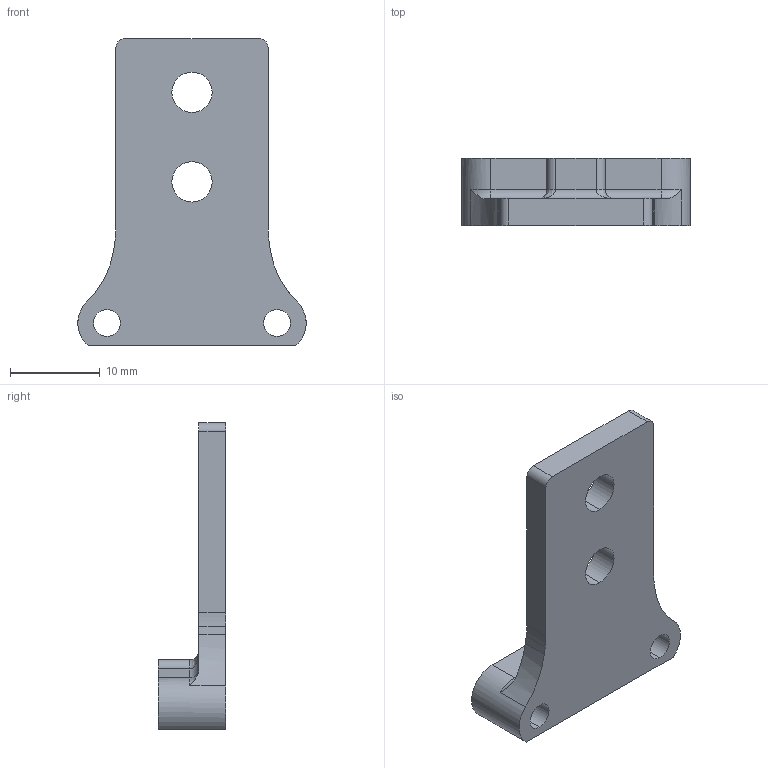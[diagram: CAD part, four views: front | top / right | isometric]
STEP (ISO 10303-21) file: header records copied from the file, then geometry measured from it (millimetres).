
FILE_DESCRIPTION (( 'STEP AP214' ), '1' );
FILE_NAME ('3D Printed, Bracket, End Stop.STEP', '2021-03-30T05:00:13', ( '' ), ( '' ), 'SwSTEP 2.0', 'SolidWorks 2019', '' );
FILE_SCHEMA (( 'AUTOMOTIVE_DESIGN' ));
Length unit declared in the file: millimetre
Products named in the file (1): 3D Printed, Bracket, End Stop
Bounding box: 25.5 x 7.5 x 34.25 mm (x, y, z)
Volume: 2399.3 mm3; surface area: 2002.8 mm2
Topology: 1 solids, 1 shells, 41 faces, 109 edges, 68 vertices
Faces by surface type: cylinder 23, plane 14, torus 2, bspline 2
Entity records: 1399 total; most frequent: CARTESIAN_POINT 333, DIRECTION 221, ORIENTED_EDGE 214, EDGE_CURVE 107, AXIS2_PLACEMENT_3D 82, VERTEX_POINT 68, VECTOR 57, LINE 57
